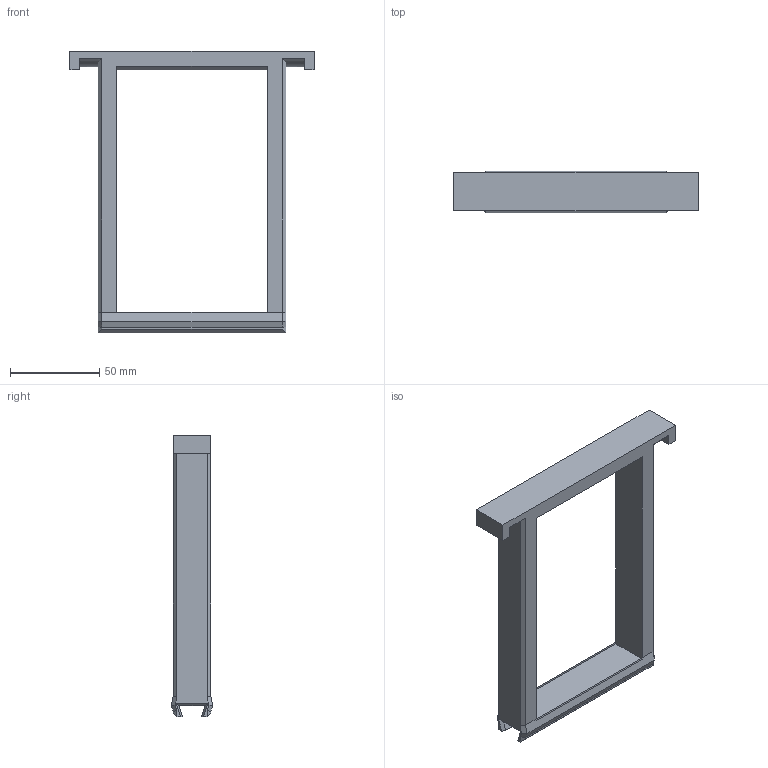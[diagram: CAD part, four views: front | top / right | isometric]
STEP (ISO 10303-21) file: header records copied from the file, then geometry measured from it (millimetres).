
FILE_DESCRIPTION(/* description */ ('','CAx-IF Rec.Pracs.---Representation and Presentation of Product Manufacturing Information (PMI)---4.0---2014-10-13'),/* implementation_level */ '2;1');
FILE_NAME(/* name */ '5kg-Pellet-Storage-Hopper-Base.step',/* time_stamp */ '2024-12-08T16:24:16+01:00',/* author */ (''),/* organization */ (''),/* preprocessor_version */ 'ST-DEVELOPER v20',/* originating_system */ 'Autodesk Translation Framework v13.20.0.188',/* authorisation */ '');
FILE_SCHEMA (('AP242_MANAGED_MODEL_BASED_3D_ENGINEERING_MIM_LF { 1 0 10303 442 1 1 4 }'));
Length unit declared in the file: millimetre
Products named in the file (1): Adapter Datei Gehäuse V5
Bounding box: 136.5 x 23.29 x 157.5 mm (x, y, z)
Volume: 102621.2 mm3; surface area: 33316.4 mm2
Topology: 1 solids, 1 shells, 56 faces, 144 edges, 88 vertices
Faces by surface type: plane 54, cylinder 2
Entity records: 1688 total; most frequent: CARTESIAN_POINT 289, ORIENTED_EDGE 288, DIRECTION 266, EDGE_CURVE 144, LINE 136, VECTOR 136, VERTEX_POINT 88, AXIS2_PLACEMENT_3D 65
